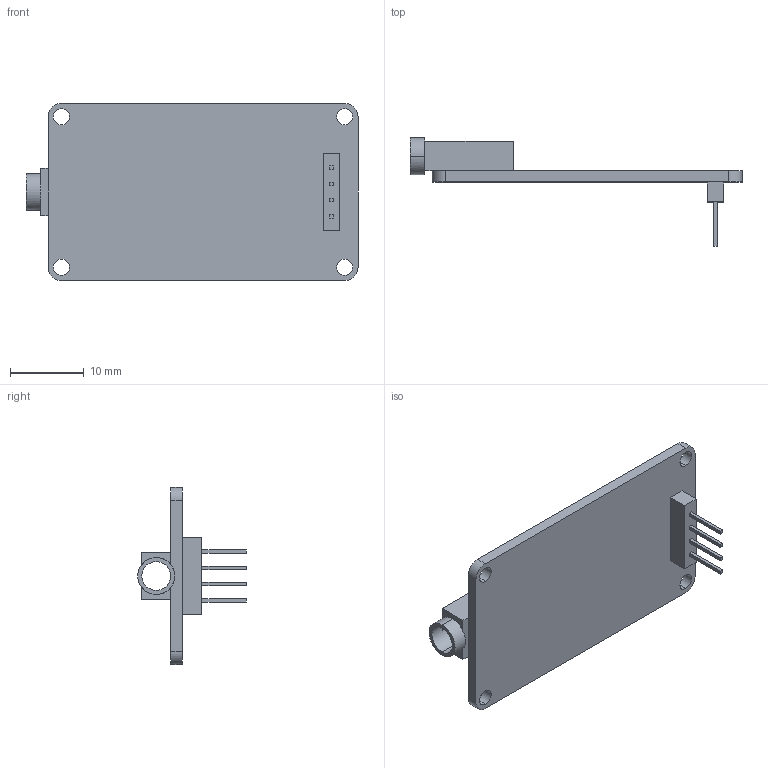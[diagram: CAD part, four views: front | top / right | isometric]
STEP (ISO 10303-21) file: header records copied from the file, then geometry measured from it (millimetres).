
FILE_DESCRIPTION (( 'STEP AP203' ), '1' );
FILE_NAME ('serial mp3.STEP', '2022-10-31T23:48:23', ( '' ), ( '' ), 'SwSTEP 2.0', 'SolidWorks 2018', '' );
FILE_SCHEMA (( 'CONFIG_CONTROL_DESIGN' ));
Length unit declared in the file: millimetre
Products named in the file (1): serial mp3
Bounding box: 45 x 14.7 x 24 mm (x, y, z)
Volume: 1737.4 mm3; surface area: 2675.6 mm2
Topology: 1 solids, 1 shells, 57 faces, 144 edges, 94 vertices
Faces by surface type: plane 41, cylinder 16
Entity records: 1803 total; most frequent: DIRECTION 296, CARTESIAN_POINT 296, ORIENTED_EDGE 288, EDGE_CURVE 144, VECTOR 108, LINE 108, AXIS2_PLACEMENT_3D 94, VERTEX_POINT 94
